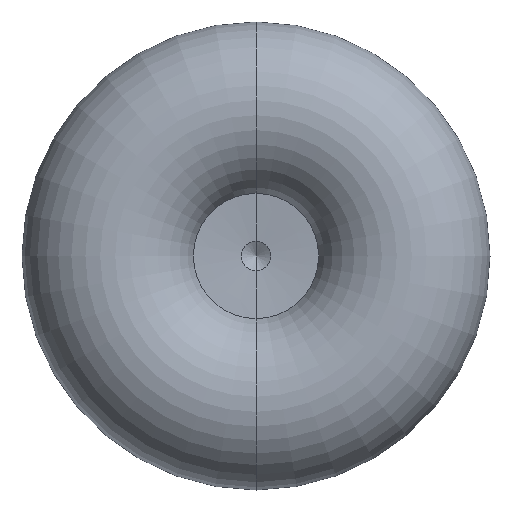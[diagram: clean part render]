
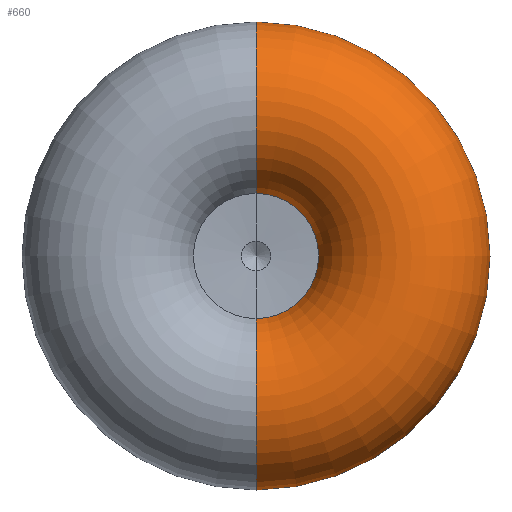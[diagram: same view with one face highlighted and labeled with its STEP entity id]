
A CAD part, front view. The second image highlights one B-rep face of the part: STEP entity #660.
In plain terms, the highlighted toroidal (fillet/blend) face has major radius 10 mm and minor radius 6 mm.
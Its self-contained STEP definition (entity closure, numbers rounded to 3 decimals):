
#3 = CIRCLE ( 'NONE', #605, 4.275 ) ;
#10 = EDGE_CURVE ( 'NONE', #231, #409, #317, .T. ) ;
#21 = DIRECTION ( 'NONE',  ( 0., 1., 0. ) ) ;
#58 = AXIS2_PLACEMENT_3D ( 'NONE', #528, #466, #153 ) ;
#60 = TOROIDAL_SURFACE ( 'NONE', #224, 10., 6. ) ;
#82 = CIRCLE ( 'NONE', #441, 6. ) ;
#108 = CARTESIAN_POINT ( 'NONE',  ( 0., 10.846, -13.538 ) ) ;
#111 = CIRCLE ( 'NONE', #58, 6. ) ;
#126 = EDGE_CURVE ( 'NONE', #292, #231, #82, .T. ) ;
#153 = DIRECTION ( 'NONE',  ( 0., 0., -1. ) ) ;
#162 = ORIENTED_EDGE ( 'NONE', *, *, #126, .F. ) ;
#210 = EDGE_CURVE ( 'NONE', #724, #409, #111, .T. ) ;
#224 = AXIS2_PLACEMENT_3D ( 'NONE', #254, #21, #515 ) ;
#229 = DIRECTION ( 'NONE',  ( 0., 1., 0. ) ) ;
#231 = VERTEX_POINT ( 'NONE', #542 ) ;
#232 = DIRECTION ( 'NONE',  ( 0., 1., 0. ) ) ;
#233 = DIRECTION ( 'NONE',  ( 0., 0., -1. ) ) ;
#254 = CARTESIAN_POINT ( 'NONE',  ( 0., 6., 0. ) ) ;
#292 = VERTEX_POINT ( 'NONE', #719 ) ;
#296 = CARTESIAN_POINT ( 'NONE',  ( 0., 10.846, 0. ) ) ;
#317 = CIRCLE ( 'NONE', #457, 13.538 ) ;
#367 = DIRECTION ( 'NONE',  ( 0., 0., 1. ) ) ;
#408 = CARTESIAN_POINT ( 'NONE',  ( 0., 4.204, 0. ) ) ;
#409 = VERTEX_POINT ( 'NONE', #108 ) ;
#441 = AXIS2_PLACEMENT_3D ( 'NONE', #697, #465, #367 ) ;
#455 = ORIENTED_EDGE ( 'NONE', *, *, #210, .T. ) ;
#457 = AXIS2_PLACEMENT_3D ( 'NONE', #296, #229, #233 ) ;
#465 = DIRECTION ( 'NONE',  ( -1., 0., 0. ) ) ;
#466 = DIRECTION ( 'NONE',  ( 1., 0., 0. ) ) ;
#492 = ORIENTED_EDGE ( 'NONE', *, *, #10, .F. ) ;
#511 = EDGE_LOOP ( 'NONE', ( #628, #455, #492, #162 ) ) ;
#515 = DIRECTION ( 'NONE',  ( 0., 0., 1. ) ) ;
#528 = CARTESIAN_POINT ( 'NONE',  ( 0., 6., -10. ) ) ;
#542 = CARTESIAN_POINT ( 'NONE',  ( 0., 10.846, 13.538 ) ) ;
#563 = DIRECTION ( 'NONE',  ( 0., 0., -1. ) ) ;
#565 = EDGE_CURVE ( 'NONE', #292, #724, #3, .T. ) ;
#605 = AXIS2_PLACEMENT_3D ( 'NONE', #408, #232, #563 ) ;
#617 = FACE_OUTER_BOUND ( 'NONE', #511, .T. ) ;
#628 = ORIENTED_EDGE ( 'NONE', *, *, #565, .T. ) ;
#632 = CARTESIAN_POINT ( 'NONE',  ( 0., 4.204, -4.275 ) ) ;
#660 = ADVANCED_FACE ( 'NONE', ( #617 ), #60, .T. ) ;
#697 = CARTESIAN_POINT ( 'NONE',  ( 0., 6., 10. ) ) ;
#719 = CARTESIAN_POINT ( 'NONE',  ( 0., 4.204, 4.275 ) ) ;
#724 = VERTEX_POINT ( 'NONE', #632 ) ;
